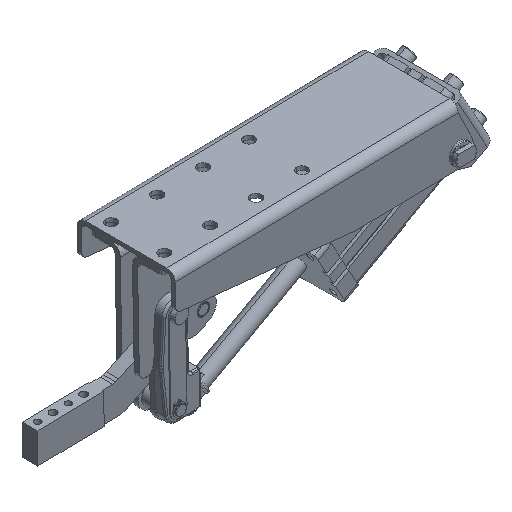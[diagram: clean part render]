
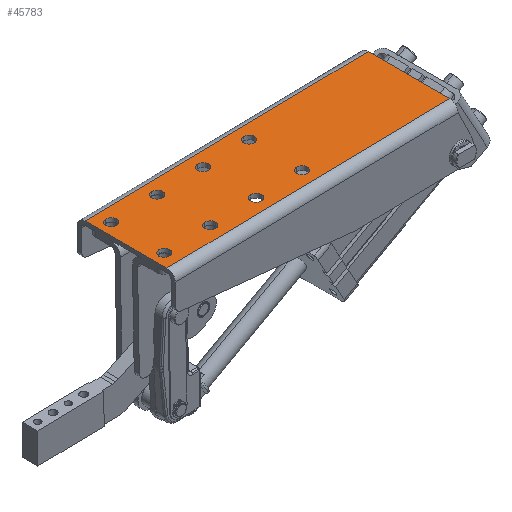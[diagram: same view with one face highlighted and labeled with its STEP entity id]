
A CAD part, isometric view. The second image highlights one B-rep face of the part: STEP entity #45783.
In plain terms, the highlighted planar face has unit normal (-0.019, 0, 1).
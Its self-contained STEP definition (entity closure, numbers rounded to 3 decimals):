
#5914=CARTESIAN_POINT('',(98.523,188.429,161.387));
#5915=VERTEX_POINT('',#5914);
#5924=CARTESIAN_POINT('',(98.523,177.929,161.387));
#5925=VERTEX_POINT('',#5924);
#5926=CARTESIAN_POINT('',(98.523,183.179,161.387));
#5927=DIRECTION('',(0.019,0.,-1.));
#5928=DIRECTION('',(0.,1.0,0.));
#5929=AXIS2_PLACEMENT_3D('',#5926,#5927,#5928);
#5930=CIRCLE('',#5929,5.25);
#5931=EDGE_CURVE('',#5925,#5915,#5930,.T.);
#5986=CARTESIAN_POINT('',(98.523,240.429,161.387));
#5987=VERTEX_POINT('',#5986);
#5996=CARTESIAN_POINT('',(98.523,229.929,161.387));
#5997=VERTEX_POINT('',#5996);
#5998=CARTESIAN_POINT('',(98.523,235.179,161.387));
#5999=DIRECTION('',(0.019,0.,-1.));
#6000=DIRECTION('',(0.,1.0,0.));
#6001=AXIS2_PLACEMENT_3D('',#5998,#5999,#6000);
#6002=CIRCLE('',#6001,5.25);
#6003=EDGE_CURVE('',#5997,#5987,#6002,.T.);
#6058=CARTESIAN_POINT('',(143.515,188.429,162.246));
#6059=VERTEX_POINT('',#6058);
#6068=CARTESIAN_POINT('',(143.515,177.929,162.246));
#6069=VERTEX_POINT('',#6068);
#6070=CARTESIAN_POINT('',(143.515,183.179,162.246));
#6071=DIRECTION('',(0.019,0.,-1.));
#6072=DIRECTION('',(0.,1.0,0.));
#6073=AXIS2_PLACEMENT_3D('',#6070,#6071,#6072);
#6074=CIRCLE('',#6073,5.25);
#6075=EDGE_CURVE('',#6069,#6059,#6074,.T.);
#6130=CARTESIAN_POINT('',(143.515,240.429,162.246));
#6131=VERTEX_POINT('',#6130);
#6140=CARTESIAN_POINT('',(143.515,229.929,162.246));
#6141=VERTEX_POINT('',#6140);
#6142=CARTESIAN_POINT('',(143.515,235.179,162.246));
#6143=DIRECTION('',(0.019,0.,-1.));
#6144=DIRECTION('',(0.,1.0,0.));
#6145=AXIS2_PLACEMENT_3D('',#6142,#6143,#6144);
#6146=CIRCLE('',#6145,5.25);
#6147=EDGE_CURVE('',#6141,#6131,#6146,.T.);
#6202=CARTESIAN_POINT('',(188.507,188.429,163.104));
#6203=VERTEX_POINT('',#6202);
#6212=CARTESIAN_POINT('',(188.507,177.929,163.104));
#6213=VERTEX_POINT('',#6212);
#6214=CARTESIAN_POINT('',(188.507,183.179,163.104));
#6215=DIRECTION('',(0.019,0.,-1.));
#6216=DIRECTION('',(0.,1.0,0.));
#6217=AXIS2_PLACEMENT_3D('',#6214,#6215,#6216);
#6218=CIRCLE('',#6217,5.25);
#6219=EDGE_CURVE('',#6213,#6203,#6218,.T.);
#6265=CARTESIAN_POINT('',(188.507,240.429,163.104));
#6266=VERTEX_POINT('',#6265);
#6275=CARTESIAN_POINT('',(188.507,229.929,163.104));
#6276=VERTEX_POINT('',#6275);
#6277=CARTESIAN_POINT('',(188.507,235.179,163.104));
#6278=DIRECTION('',(0.019,0.,-1.));
#6279=DIRECTION('',(0.,1.0,0.));
#6280=AXIS2_PLACEMENT_3D('',#6277,#6278,#6279);
#6281=CIRCLE('',#6280,5.25);
#6282=EDGE_CURVE('',#6276,#6266,#6281,.T.);
#6328=CARTESIAN_POINT('',(233.499,188.429,163.963));
#6329=VERTEX_POINT('',#6328);
#6338=CARTESIAN_POINT('',(233.499,177.929,163.963));
#6339=VERTEX_POINT('',#6338);
#6340=CARTESIAN_POINT('',(233.499,183.179,163.963));
#6341=DIRECTION('',(0.019,0.,-1.));
#6342=DIRECTION('',(0.,1.0,0.));
#6343=AXIS2_PLACEMENT_3D('',#6340,#6341,#6342);
#6344=CIRCLE('',#6343,5.25);
#6345=EDGE_CURVE('',#6339,#6329,#6344,.T.);
#6391=CARTESIAN_POINT('',(233.499,240.429,163.963));
#6392=VERTEX_POINT('',#6391);
#6401=CARTESIAN_POINT('',(233.499,229.929,163.963));
#6402=VERTEX_POINT('',#6401);
#6403=CARTESIAN_POINT('',(233.499,235.179,163.963));
#6404=DIRECTION('',(0.019,0.,-1.));
#6405=DIRECTION('',(0.,1.0,0.));
#6406=AXIS2_PLACEMENT_3D('',#6403,#6404,#6405);
#6407=CIRCLE('',#6406,5.25);
#6408=EDGE_CURVE('',#6402,#6392,#6407,.T.);
#45072=CARTESIAN_POINT('',(364.225,249.179,166.457));
#45073=VERTEX_POINT('',#45072);
#45081=CARTESIAN_POINT('',(364.225,169.179,166.457));
#45082=VERTEX_POINT('',#45081);
#45083=CARTESIAN_POINT('',(364.225,169.179,166.457));
#45084=DIRECTION('',(0.,1.0,0.));
#45085=VECTOR('',#45084,80.);
#45086=LINE('',#45083,#45085);
#45087=EDGE_CURVE('',#45082,#45073,#45086,.T.);
#45139=CARTESIAN_POINT('',(87.025,249.179,161.168));
#45140=VERTEX_POINT('',#45139);
#45148=CARTESIAN_POINT('',(364.225,249.179,166.457));
#45149=DIRECTION('',(-1.,0.,-0.019));
#45150=VECTOR('',#45149,277.251);
#45151=LINE('',#45148,#45150);
#45152=EDGE_CURVE('',#45073,#45140,#45151,.T.);
#45441=CARTESIAN_POINT('',(233.499,235.179,163.963));
#45442=DIRECTION('',(0.019,0.,-1.));
#45443=DIRECTION('',(0.,1.0,0.));
#45444=AXIS2_PLACEMENT_3D('',#45441,#45442,#45443);
#45445=CIRCLE('',#45444,5.25);
#45446=EDGE_CURVE('',#6392,#6402,#45445,.T.);
#45480=CARTESIAN_POINT('',(233.499,183.179,163.963));
#45481=DIRECTION('',(0.019,0.,-1.));
#45482=DIRECTION('',(0.,1.0,0.));
#45483=AXIS2_PLACEMENT_3D('',#45480,#45481,#45482);
#45484=CIRCLE('',#45483,5.25);
#45485=EDGE_CURVE('',#6329,#6339,#45484,.T.);
#45519=CARTESIAN_POINT('',(188.507,235.179,163.104));
#45520=DIRECTION('',(0.019,0.,-1.));
#45521=DIRECTION('',(0.,1.0,0.));
#45522=AXIS2_PLACEMENT_3D('',#45519,#45520,#45521);
#45523=CIRCLE('',#45522,5.25);
#45524=EDGE_CURVE('',#6266,#6276,#45523,.T.);
#45558=CARTESIAN_POINT('',(188.507,183.179,163.104));
#45559=DIRECTION('',(0.019,0.,-1.));
#45560=DIRECTION('',(0.,1.0,0.));
#45561=AXIS2_PLACEMENT_3D('',#45558,#45559,#45560);
#45562=CIRCLE('',#45561,5.25);
#45563=EDGE_CURVE('',#6203,#6213,#45562,.T.);
#45598=CARTESIAN_POINT('',(143.515,235.179,162.246));
#45599=DIRECTION('',(0.019,0.,-1.));
#45600=DIRECTION('',(0.,1.0,0.));
#45601=AXIS2_PLACEMENT_3D('',#45598,#45599,#45600);
#45602=CIRCLE('',#45601,5.25);
#45603=EDGE_CURVE('',#6131,#6141,#45602,.T.);
#45638=CARTESIAN_POINT('',(143.515,183.179,162.246));
#45639=DIRECTION('',(0.019,0.,-1.));
#45640=DIRECTION('',(0.,1.0,0.));
#45641=AXIS2_PLACEMENT_3D('',#45638,#45639,#45640);
#45642=CIRCLE('',#45641,5.25);
#45643=EDGE_CURVE('',#6059,#6069,#45642,.T.);
#45678=CARTESIAN_POINT('',(98.523,235.179,161.387));
#45679=DIRECTION('',(0.019,0.,-1.));
#45680=DIRECTION('',(0.,1.0,0.));
#45681=AXIS2_PLACEMENT_3D('',#45678,#45679,#45680);
#45682=CIRCLE('',#45681,5.25);
#45683=EDGE_CURVE('',#5987,#5997,#45682,.T.);
#45718=CARTESIAN_POINT('',(98.523,183.179,161.387));
#45719=DIRECTION('',(0.019,0.,-1.));
#45720=DIRECTION('',(0.,1.0,0.));
#45721=AXIS2_PLACEMENT_3D('',#45718,#45719,#45720);
#45722=CIRCLE('',#45721,5.25);
#45723=EDGE_CURVE('',#5915,#5925,#45722,.T.);
#45728=CARTESIAN_POINT('',(235.998,209.179,164.01));
#45729=DIRECTION('',(0.019,0.,-1.));
#45730=DIRECTION('',(0.,1.0,0.));
#45731=AXIS2_PLACEMENT_3D('',#45728,#45729,#45730);
#45732=PLANE('',#45731);
#45733=ORIENTED_EDGE('',*,*,#45087,.T.);
#45734=ORIENTED_EDGE('',*,*,#45152,.T.);
#45735=CARTESIAN_POINT('',(87.025,169.179,161.168));
#45736=VERTEX_POINT('',#45735);
#45737=CARTESIAN_POINT('',(87.025,169.179,161.168));
#45738=DIRECTION('',(0.,1.0,0.));
#45739=VECTOR('',#45738,80.);
#45740=LINE('',#45737,#45739);
#45741=EDGE_CURVE('',#45736,#45140,#45740,.T.);
#45742=ORIENTED_EDGE('',*,*,#45741,.F.);
#45743=CARTESIAN_POINT('',(87.025,169.179,161.168));
#45744=DIRECTION('',(1.,0.,0.019));
#45745=VECTOR('',#45744,277.251);
#45746=LINE('',#45743,#45745);
#45747=EDGE_CURVE('',#45736,#45082,#45746,.T.);
#45748=ORIENTED_EDGE('',*,*,#45747,.T.);
#45749=EDGE_LOOP('',(#45733,#45734,#45742,#45748));
#45750=FACE_OUTER_BOUND('',#45749,.T.);
#45751=ORIENTED_EDGE('',*,*,#6408,.T.);
#45752=ORIENTED_EDGE('',*,*,#45446,.T.);
#45753=EDGE_LOOP('',(#45751,#45752));
#45754=FACE_BOUND('',#45753,.T.);
#45755=ORIENTED_EDGE('',*,*,#6345,.T.);
#45756=ORIENTED_EDGE('',*,*,#45485,.T.);
#45757=EDGE_LOOP('',(#45755,#45756));
#45758=FACE_BOUND('',#45757,.T.);
#45759=ORIENTED_EDGE('',*,*,#6282,.T.);
#45760=ORIENTED_EDGE('',*,*,#45524,.T.);
#45761=EDGE_LOOP('',(#45759,#45760));
#45762=FACE_BOUND('',#45761,.T.);
#45763=ORIENTED_EDGE('',*,*,#6219,.T.);
#45764=ORIENTED_EDGE('',*,*,#45563,.T.);
#45765=EDGE_LOOP('',(#45763,#45764));
#45766=FACE_BOUND('',#45765,.T.);
#45767=ORIENTED_EDGE('',*,*,#6147,.T.);
#45768=ORIENTED_EDGE('',*,*,#45603,.T.);
#45769=EDGE_LOOP('',(#45767,#45768));
#45770=FACE_BOUND('',#45769,.T.);
#45771=ORIENTED_EDGE('',*,*,#6075,.T.);
#45772=ORIENTED_EDGE('',*,*,#45643,.T.);
#45773=EDGE_LOOP('',(#45771,#45772));
#45774=FACE_BOUND('',#45773,.T.);
#45775=ORIENTED_EDGE('',*,*,#6003,.T.);
#45776=ORIENTED_EDGE('',*,*,#45683,.T.);
#45777=EDGE_LOOP('',(#45775,#45776));
#45778=FACE_BOUND('',#45777,.T.);
#45779=ORIENTED_EDGE('',*,*,#5931,.T.);
#45780=ORIENTED_EDGE('',*,*,#45723,.T.);
#45781=EDGE_LOOP('',(#45779,#45780));
#45782=FACE_BOUND('',#45781,.T.);
#45783=ADVANCED_FACE('',(#45750,#45754,#45758,#45762,#45766,#45770,#45774,#45778,#45782),#45732,.F.);
